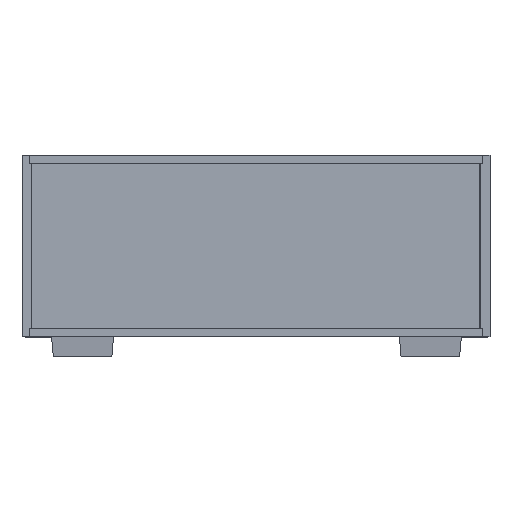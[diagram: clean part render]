
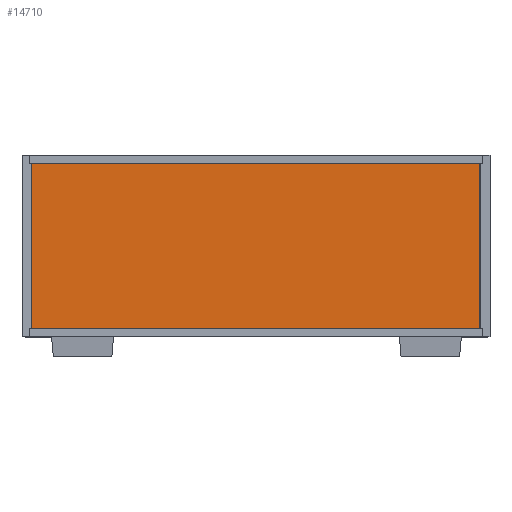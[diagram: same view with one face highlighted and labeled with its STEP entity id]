
A CAD part, top view. The second image highlights one B-rep face of the part: STEP entity #14710.
In plain terms, the highlighted planar face has unit normal (0, 0, 1).
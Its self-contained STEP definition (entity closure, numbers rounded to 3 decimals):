
#417 = ORIENTED_EDGE ( 'NONE', *, *, #27144, .T. ) ;
#5632 = FACE_OUTER_BOUND ( 'NONE', #32022, .T. ) ;
#6496 = CARTESIAN_POINT ( 'NONE',  ( -142.946, -61.818, -770.522 ) ) ;
#7899 = CARTESIAN_POINT ( 'NONE',  ( -142.946, -61.818, -770.522 ) ) ;
#11838 = VECTOR ( 'NONE', #54055, 1000. ) ;
#12048 = CARTESIAN_POINT ( 'NONE',  ( -142.946, -61.818, -770.522 ) ) ;
#14710 = ADVANCED_FACE ( 'NONE', ( #5632 ), #28791, .F. ) ;
#14804 = ORIENTED_EDGE ( 'NONE', *, *, #53982, .T. ) ;
#19000 = DIRECTION ( 'NONE',  ( -1., 0., 0. ) ) ;
#22881 = CARTESIAN_POINT ( 'NONE',  ( 101.554, 35.182, -770.522 ) ) ;
#23437 = LINE ( 'NONE', #54343, #27854 ) ;
#27144 = EDGE_CURVE ( 'NONE', #37540, #33003, #48899, .T. ) ;
#27153 = VERTEX_POINT ( 'NONE', #57814 ) ;
#27854 = VECTOR ( 'NONE', #49897, 1000. ) ;
#28427 = VECTOR ( 'NONE', #49503, 1000. ) ;
#28791 = PLANE ( 'NONE',  #36593 ) ;
#32022 = EDGE_LOOP ( 'NONE', ( #14804, #41857, #417, #32356 ) ) ;
#32356 = ORIENTED_EDGE ( 'NONE', *, *, #46560, .T. ) ;
#33003 = VERTEX_POINT ( 'NONE', #6496 ) ;
#33261 = DIRECTION ( 'NONE',  ( 0., 0., -1. ) ) ;
#33642 = CARTESIAN_POINT ( 'NONE',  ( 101.554, 35.182, -770.522 ) ) ;
#33655 = VERTEX_POINT ( 'NONE', #33642 ) ;
#35013 = EDGE_CURVE ( 'NONE', #33655, #37540, #23437, .T. ) ;
#35928 = CARTESIAN_POINT ( 'NONE',  ( -142.946, 35.182, -770.522 ) ) ;
#36593 = AXIS2_PLACEMENT_3D ( 'NONE', #22881, #33261, #19000 ) ;
#37540 = VERTEX_POINT ( 'NONE', #35928 ) ;
#40109 = LINE ( 'NONE', #49616, #11838 ) ;
#41857 = ORIENTED_EDGE ( 'NONE', *, *, #35013, .T. ) ;
#43967 = VECTOR ( 'NONE', #51585, 1000. ) ;
#46560 = EDGE_CURVE ( 'NONE', #33003, #27153, #52754, .T. ) ;
#48899 = LINE ( 'NONE', #7899, #28427 ) ;
#49503 = DIRECTION ( 'NONE',  ( 0., -1., 0. ) ) ;
#49616 = CARTESIAN_POINT ( 'NONE',  ( 101.554, -61.818, -770.522 ) ) ;
#49897 = DIRECTION ( 'NONE',  ( -1., 0., 0. ) ) ;
#51585 = DIRECTION ( 'NONE',  ( 1., 0., 0. ) ) ;
#52754 = LINE ( 'NONE', #12048, #43967 ) ;
#53982 = EDGE_CURVE ( 'NONE', #27153, #33655, #40109, .T. ) ;
#54055 = DIRECTION ( 'NONE',  ( 0., 1., 0. ) ) ;
#54343 = CARTESIAN_POINT ( 'NONE',  ( -142.946, 35.182, -770.522 ) ) ;
#57814 = CARTESIAN_POINT ( 'NONE',  ( 101.554, -61.818, -770.522 ) ) ;
